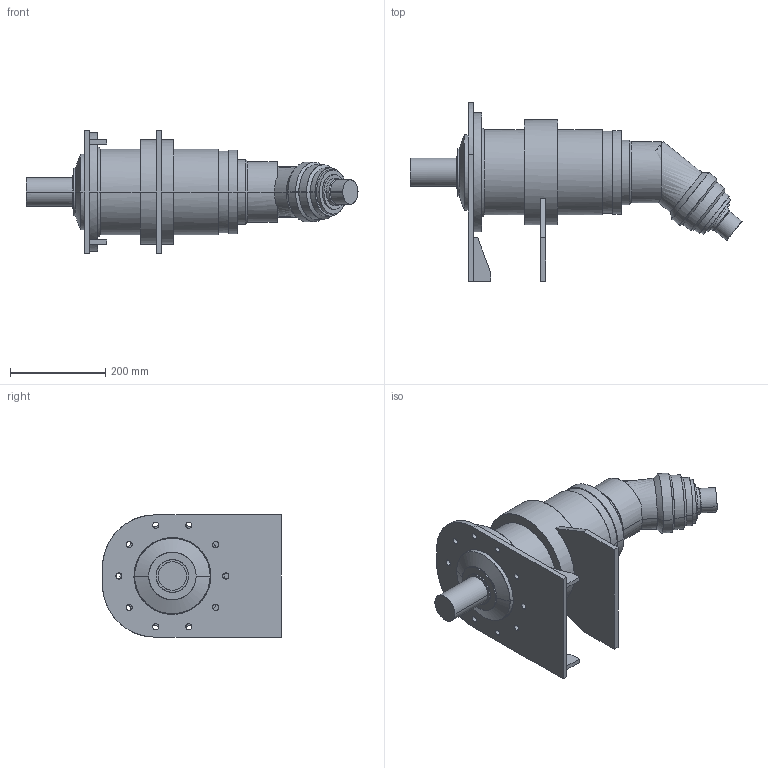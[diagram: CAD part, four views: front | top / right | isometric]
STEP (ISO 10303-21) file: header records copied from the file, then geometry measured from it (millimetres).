
FILE_DESCRIPTION(('FreeCAD Model'),'2;1');
FILE_NAME('Open CASCADE Shape Model','2025-05-09T10:40:52',('FreeCAD'),( 'FreeCAD'),'Open CASCADE STEP processor 7.6','FreeCAD','Unknown');
FILE_SCHEMA(('AUTOMOTIVE_DESIGN { 1 0 10303 214 1 1 1 1 }'));
Length unit declared in the file: millimetre
Products named in the file (1): Open CASCADE STEP translator 7.6 1
Bounding box: 697.24 x 375.72 x 256.59 mm (x, y, z)
Surface area: 692824.6 mm2 (no closed solid volume)
Topology: 0 solids, 148 shells, 148 faces, 3916 edges, 3916 vertices
Faces by surface type: bspline 148
Entity records: 33477 total; most frequent: CARTESIAN_POINT 17113, ORIENTED_EDGE 3916, EDGE_CURVE 3916, VERTEX_POINT 3916, B_SPLINE_CURVE_WITH_KNOTS 3708, FACE_BOUND 202, EDGE_LOOP 202, SHELL_BASED_SURFACE_MODEL 148
